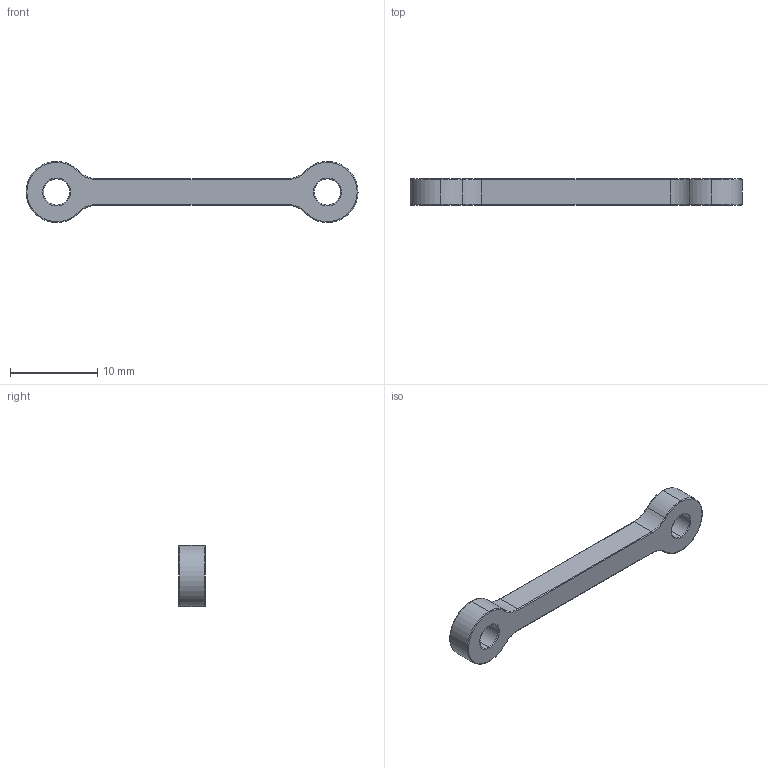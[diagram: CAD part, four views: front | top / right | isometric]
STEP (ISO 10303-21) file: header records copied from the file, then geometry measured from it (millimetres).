
FILE_DESCRIPTION (( 'STEP AP203' ), '1' );
FILE_NAME ('link_Default_sldprt.STEP', '2023-02-02T14:15:18', ( '' ), ( '' ), 'SwSTEP 2.0', 'SolidWorks 2022', '' );
FILE_SCHEMA (( 'CONFIG_CONTROL_DESIGN' ));
Length unit declared in the file: millimetre
Products named in the file (1): link_Default_sldprt
Bounding box: 38 x 3 x 7 mm (x, y, z)
Volume: 409.5 mm3; surface area: 579.4 mm2
Topology: 1 solids, 1 shells, 50 faces, 112 edges, 64 vertices
Faces by surface type: torus 28, cylinder 18, plane 4
Entity records: 1493 total; most frequent: DIRECTION 302, CARTESIAN_POINT 227, ORIENTED_EDGE 224, AXIS2_PLACEMENT_3D 139, EDGE_CURVE 112, CIRCLE 88, VERTEX_POINT 64, EDGE_LOOP 54
